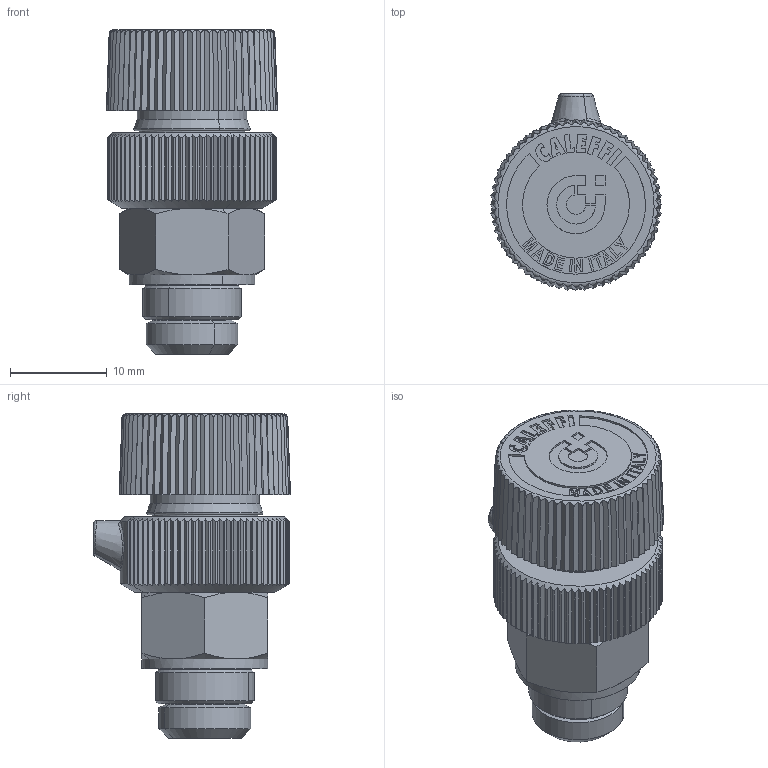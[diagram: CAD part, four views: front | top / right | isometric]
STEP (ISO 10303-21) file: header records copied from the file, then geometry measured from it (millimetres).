
FILE_DESCRIPTION(('CATIA V5 STEP Exchange','CAx-IF Rec.Pracs.--- Model Styling and Organization---1.4--- 2014-01-23','CAx-IF Rec.Pracs.---3D Tessellated Data Validation Properties---0.5---2014-09-14'),'2;1');
FILE_NAME('STEP_505411_-_TST.stp','2020-12-09T10:00:49+00:00',('none'),('none'),'CATIA Version 5-6 Release 2019 SP3','CATIA V5 STEP AP242 v1','none');
FILE_SCHEMA(('AP242_MANAGED_MODEL_BASED_3D_ENGINEERING_MIM_LF {1 0 10303 442 1 1 4}'));
Length unit declared in the file: millimetre
Products named in the file (1): 505411 - TST
Bounding box: 17.7 x 20.35 x 33.54 mm (x, y, z)
Volume: 5533.4 mm3; surface area: 3342 mm2
Topology: 1 solids, 4 shells, 667 faces, 1826 edges, 1199 vertices
Faces by surface type: plane 460, cylinder 102, cone 46, extrusion 38, torus 16, bspline 5
Entity records: 22735 total; most frequent: CARTESIAN_POINT 7475, ORIENTED_EDGE 3644, DIRECTION 2281, EDGE_CURVE 1822, VERTEX_POINT 1199, VECTOR 1072, LINE 1034, AXIS2_PLACEMENT_3D 738
